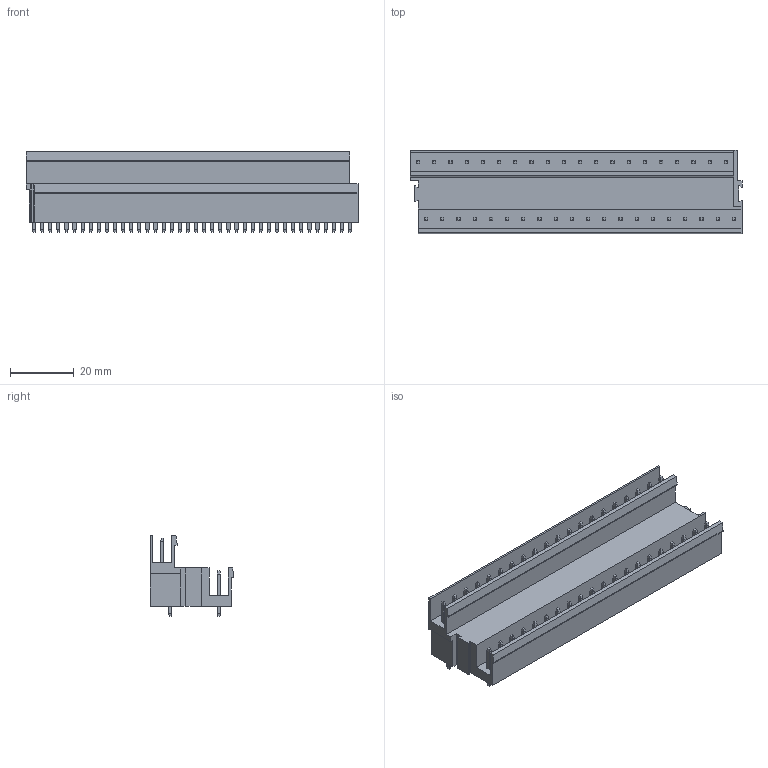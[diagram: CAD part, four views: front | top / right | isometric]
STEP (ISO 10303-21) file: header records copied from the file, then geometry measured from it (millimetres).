
FILE_DESCRIPTION(('CATIA V5 STEP Exchange','CAx-IF Rec.Pracs.--- Model Styling and Organization---1.2---2011-12-15'),'2;1');
FILE_NAME ('D1454970_0_1725830000_1725830000.stp','2018-11-10T04:45:04+00:00',('none'),('Weidmueller'),'CATIA Version 5-6 Release 2014','CATIA V5 STEP AP214','none');
FILE_SCHEMA(('AUTOMOTIVE_DESIGN { 1 0 10303 214 1 1 1 1 }'));
Length unit declared in the file: millimetre
Products named in the file (1): 1725830000
Bounding box: 104.14 x 26.28 x 25.36 mm (x, y, z)
Volume: 29242 mm3; surface area: 18565.9 mm2
Topology: 41 solids, 41 shells, 1087 faces, 2695 edges, 1690 vertices
Faces by surface type: plane 927, cylinder 160
Entity records: 27788 total; most frequent: ORIENTED_EDGE 5390, CARTESIAN_POINT 5099, DIRECTION 3161, EDGE_CURVE 2695, VECTOR 2055, LINE 2055, VERTEX_POINT 1690, EDGE_LOOP 1167
